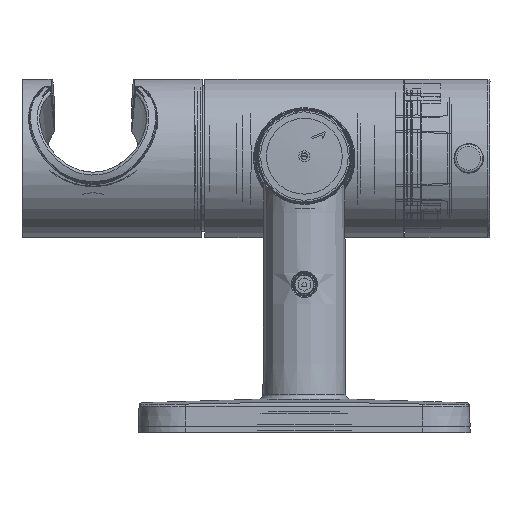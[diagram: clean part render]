
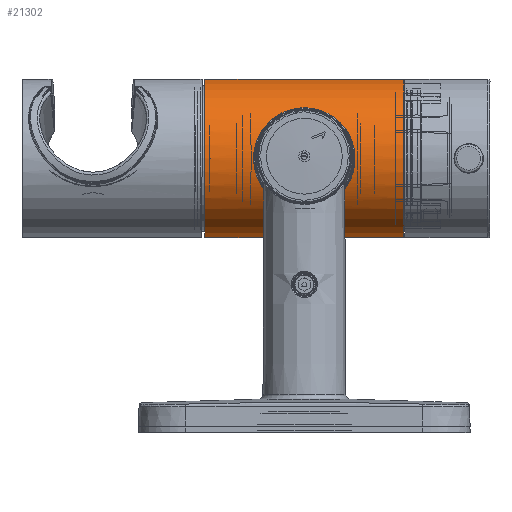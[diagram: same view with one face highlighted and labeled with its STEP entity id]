
A CAD part, top view. The second image highlights one B-rep face of the part: STEP entity #21302.
In plain terms, the highlighted cylindrical face has radius 16.75 mm (diameter 33.5 mm), a full revolution.
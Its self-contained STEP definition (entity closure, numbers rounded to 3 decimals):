
#1189=CIRCLE('',#22976,16.75);
#1192=CIRCLE('',#22985,16.75);
#3081=B_SPLINE_CURVE_WITH_KNOTS('',3,(#52851,#52852,#52853,#52854,#52855,
#52856,#52857,#52858,#52859,#52860,#52861,#52862,#52863,#52864,#52865,#52866,
#52867,#52868,#52869),.UNSPECIFIED.,.T.,.F.,(1,1,1,1,1,1,1,1,1,1,1,1,1,
1,1,1,1,1,1,1,1,1,1),(-0.013,-0.009,-0.004,
0.,0.004,0.009,0.013,0.017,
0.022,0.026,0.03,0.034,
0.039,0.043,0.047,0.052,
0.056,0.06,0.065,0.069,
0.073,0.077,0.082),.UNSPECIFIED.);
#3082=B_SPLINE_CURVE_WITH_KNOTS('',3,(#52872,#52873,#52874,#52875,#52876,
#52877,#52878,#52879,#52880,#52881,#52882,#52883,#52884,#52885,#52886,#52887,
#52888,#52889,#52890),.UNSPECIFIED.,.T.,.F.,(1,1,1,1,1,1,1,1,1,1,1,1,1,
1,1,1,1,1,1,1,1,1,1),(-0.013,-0.009,-0.004,
0.,0.004,0.009,0.013,0.017,
0.022,0.026,0.03,0.034,
0.039,0.043,0.047,0.052,
0.056,0.06,0.065,0.069,
0.073,0.078,0.082),.UNSPECIFIED.);
#7377=ORIENTED_EDGE('',*,*,#12025,.F.);
#7378=ORIENTED_EDGE('',*,*,#12030,.T.);
#7379=ORIENTED_EDGE('',*,*,#12031,.T.);
#7380=ORIENTED_EDGE('',*,*,#12032,.F.);
#12025=EDGE_CURVE('',#14679,#14679,#1189,.T.);
#12030=EDGE_CURVE('',#14684,#14684,#3081,.T.);
#12031=EDGE_CURVE('',#14685,#14685,#3082,.T.);
#12032=EDGE_CURVE('',#14686,#14686,#1192,.T.);
#14679=VERTEX_POINT('',#52786);
#14684=VERTEX_POINT('',#52870);
#14685=VERTEX_POINT('',#52891);
#14686=VERTEX_POINT('',#52894);
#18099=EDGE_LOOP('',(#7377));
#18100=EDGE_LOOP('',(#7378));
#18101=EDGE_LOOP('',(#7379));
#18102=EDGE_LOOP('',(#7380));
#19599=FACE_BOUND('',#18099,.T.);
#19600=FACE_BOUND('',#18100,.T.);
#19601=FACE_BOUND('',#18101,.T.);
#19602=FACE_BOUND('',#18102,.T.);
#20399=CYLINDRICAL_SURFACE('',#22984,16.75);
#21302=ADVANCED_FACE('',(#19599,#19600,#19601,#19602),#20399,.T.);
#22976=AXIS2_PLACEMENT_3D('',#52785,#26108,#26109);
#22984=AXIS2_PLACEMENT_3D('',#52892,#26124,#26125);
#22985=AXIS2_PLACEMENT_3D('',#52893,#26126,#26127);
#26108=DIRECTION('',(-1.,0.,0.));
#26109=DIRECTION('',(0.,0.,1.));
#26124=DIRECTION('',(1.,0.,0.));
#26125=DIRECTION('',(0.,0.,-1.));
#26126=DIRECTION('',(1.,0.,0.));
#26127=DIRECTION('',(0.,0.,1.));
#52785=CARTESIAN_POINT('',(0.,0.,0.));
#52786=CARTESIAN_POINT('',(0.,0.,16.75));
#52851=CARTESIAN_POINT('',(25.319,10.09,-13.42));
#52852=CARTESIAN_POINT('',(20.996,11.004,-12.621));
#52853=CARTESIAN_POINT('',(16.696,10.096,-13.416));
#52854=CARTESIAN_POINT('',(13.284,7.774,-14.957));
#52855=CARTESIAN_POINT('',(10.918,4.349,-16.346));
#52856=CARTESIAN_POINT('',(9.997,0.028,-16.948));
#52857=CARTESIAN_POINT('',(10.895,-4.302,-16.36));
#52858=CARTESIAN_POINT('',(13.266,-7.757,-14.966));
#52859=CARTESIAN_POINT('',(16.66,-10.079,-13.429));
#52860=CARTESIAN_POINT('',(20.962,-11.003,-12.621));
#52861=CARTESIAN_POINT('',(25.282,-10.107,-13.407));
#52862=CARTESIAN_POINT('',(28.705,-7.786,-14.951));
#52863=CARTESIAN_POINT('',(31.08,-4.357,-16.344));
#52864=CARTESIAN_POINT('',(32.004,-0.028,-16.949));
#52865=CARTESIAN_POINT('',(31.103,4.311,-16.359));
#52866=CARTESIAN_POINT('',(28.722,7.77,-14.96));
#52867=CARTESIAN_POINT('',(25.319,10.09,-13.42));
#52868=CARTESIAN_POINT('',(20.996,11.004,-12.621));
#52869=CARTESIAN_POINT('',(16.696,10.096,-13.416));
#52870=CARTESIAN_POINT('',(21.,10.7,-12.887));
#52872=CARTESIAN_POINT('',(10.911,-4.34,16.351));
#52873=CARTESIAN_POINT('',(9.996,0.005,16.949));
#52874=CARTESIAN_POINT('',(10.904,4.321,16.354));
#52875=CARTESIAN_POINT('',(13.278,7.769,14.96));
#52876=CARTESIAN_POINT('',(16.671,10.083,13.425));
#52877=CARTESIAN_POINT('',(20.971,11.003,12.622));
#52878=CARTESIAN_POINT('',(25.286,10.105,13.409));
#52879=CARTESIAN_POINT('',(28.704,7.786,14.951));
#52880=CARTESIAN_POINT('',(31.078,4.361,16.343));
#52881=CARTESIAN_POINT('',(32.004,0.037,16.949));
#52882=CARTESIAN_POINT('',(31.108,-4.299,16.362));
#52883=CARTESIAN_POINT('',(28.734,-7.758,14.967));
#52884=CARTESIAN_POINT('',(25.337,-10.081,13.427));
#52885=CARTESIAN_POINT('',(21.029,-11.004,12.621));
#52886=CARTESIAN_POINT('',(16.706,-10.103,13.411));
#52887=CARTESIAN_POINT('',(13.283,-7.775,14.957));
#52888=CARTESIAN_POINT('',(10.911,-4.34,16.351));
#52889=CARTESIAN_POINT('',(9.996,0.005,16.949));
#52890=CARTESIAN_POINT('',(10.904,4.321,16.354));
#52891=CARTESIAN_POINT('',(10.3,0.,16.75));
#52892=CARTESIAN_POINT('',(-2.175,0.,0.));
#52893=CARTESIAN_POINT('',(42.,0.,0.));
#52894=CARTESIAN_POINT('',(42.,0.,16.75));
